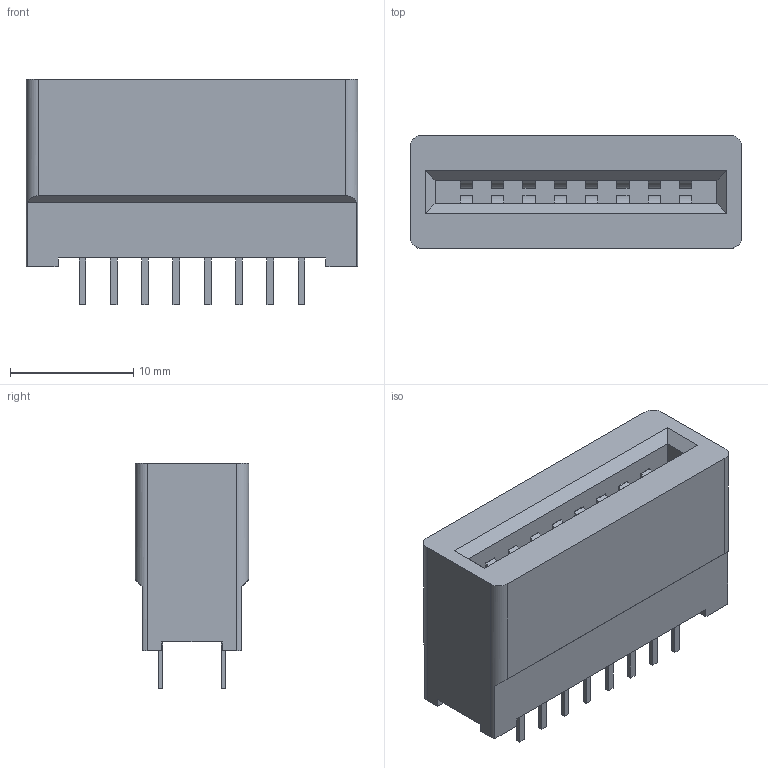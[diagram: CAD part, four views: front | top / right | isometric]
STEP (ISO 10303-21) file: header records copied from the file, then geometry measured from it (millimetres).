
FILE_DESCRIPTION(/* description */ (''),/* implementation_level */ '2;1');
FILE_NAME(/* name */ '119-016-xx-Dummy.stp',/* time_stamp */ '2020-07-09T14:04:19+02:00',/* author */ ('Andreas'),/* organization */ (''),/* preprocessor_version */ 'ST-DEVELOPER v18',/* originating_system */ 'Autodesk Inventor 2020',/* authorisation */ '');
FILE_SCHEMA (('AUTOMOTIVE_DESIGN { 1 0 10303 214 3 1 1 }'));
Length unit declared in the file: millimetre
Products named in the file (1): 119-016-xx-Dummy
Bounding box: 26.92 x 9.2 x 18.3 mm (x, y, z)
Volume: 3070.8 mm3; surface area: 2138.9 mm2
Topology: 1 solids, 1 shells, 227 faces, 620 edges, 412 vertices
Faces by surface type: plane 191, cylinder 36
Entity records: 7203 total; most frequent: CARTESIAN_POINT 1260, ORIENTED_EDGE 1240, DIRECTION 1152, EDGE_CURVE 620, LINE 544, VECTOR 544, VERTEX_POINT 412, AXIS2_PLACEMENT_3D 304
